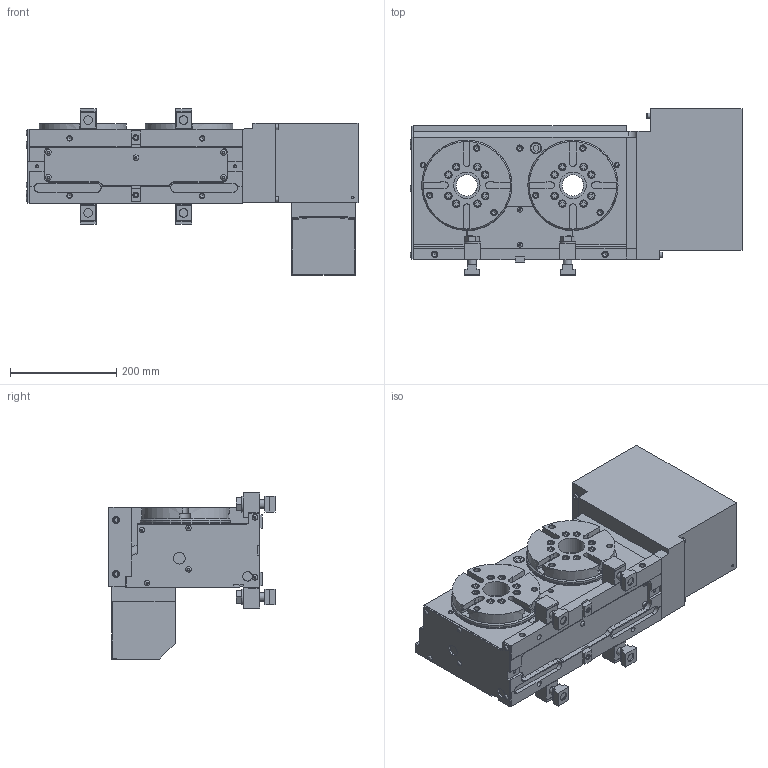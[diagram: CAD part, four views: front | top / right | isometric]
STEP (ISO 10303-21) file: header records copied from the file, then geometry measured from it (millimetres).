
FILE_DESCRIPTION(/* description */ ('Unknown'),/* implementation_level */ '2;1');
FILE_NAME(/* name */ 'TM2160AF07',/* time_stamp */ '2018-08-17T17:19:35+01:00',/* author */ ('Unknown'),/* organization */ ('Unknown'),/* preprocessor_version */ 'ST-DEVELOPER v16.7',/* originating_system */ 'DEX',/* authorisation */ $);
FILE_SCHEMA (('AUTOMOTIVE_DESIGN {1 0 10303 214 3 1 1}'));
Length unit declared in the file: millimetre
Products named in the file (1): TM2160AF07
Bounding box: 625.5 x 313 x 313 mm (x, y, z)
Volume: 21018322.8 mm3; surface area: 967036.9 mm2
Topology: 1 solids, 1 shells, 1365 faces, 3202 edges, 2110 vertices
Faces by surface type: plane 987, cylinder 279, cone 74, torus 23, bspline 2
Full cylindrical faces by diameter (mm): 4.2 x1, 5 x17, 6 x16, 6.1 x1, 6.505 x4, 6.647 x2, 7.779 x4, 8 x2, 8.5 x13, 8.566 x7, 9 x8, 9.5 x4, 9.728 x8, 10 x33, 11 x2, 12 x13, 13 x18, 14 x16, 14.95 x2, 16 x8, 16.662 x2, 18 x1, 18.631 x4, 20.955 x4, 21 x1, 22 x1, 30 x4, 32 x1, 40 x2, 40.5 x2
Entity records: 36743 total; most frequent: CARTESIAN_POINT 6381, DIRECTION 6211, ORIENTED_EDGE 5598, EDGE_CURVE 2799, LINE 2103, VECTOR 2103, VERTEX_POINT 2056, AXIS2_PLACEMENT_3D 2054
